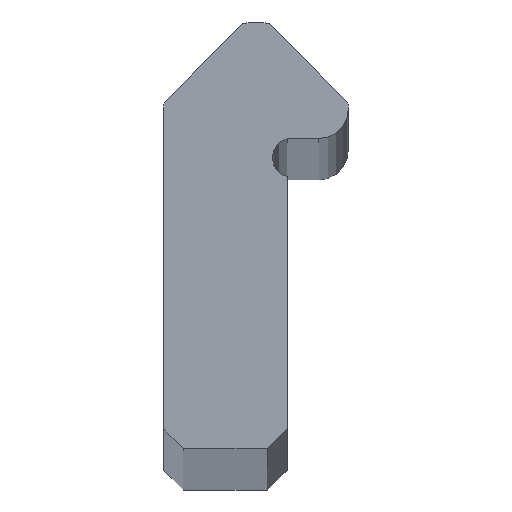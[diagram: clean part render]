
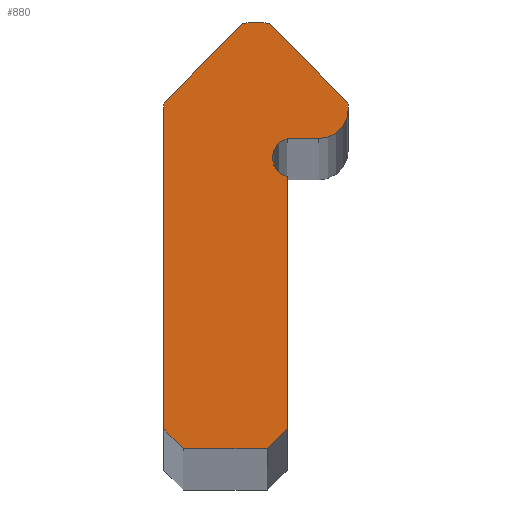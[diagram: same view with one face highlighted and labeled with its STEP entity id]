
A CAD part, top view. The second image highlights one B-rep face of the part: STEP entity #880.
In plain terms, the highlighted planar face has unit normal (0, 0, 1).
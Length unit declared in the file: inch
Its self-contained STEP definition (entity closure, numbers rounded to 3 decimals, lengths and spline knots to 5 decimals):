
#1 = CARTESIAN_POINT ( 'NONE',  ( 0., -0.05657, 0. ) ) ;
#9 = CARTESIAN_POINT ( 'NONE',  ( 0.0315, -0.16866, 0. ) ) ;
#18 = LINE ( 'NONE', #581, #561 ) ;
#39 = DIRECTION ( 'NONE',  ( -1., 0., 0. ) ) ;
#41 = VERTEX_POINT ( 'NONE', #190 ) ;
#45 = CARTESIAN_POINT ( 'NONE',  ( -0.0929, -0.0929, 0. ) ) ;
#47 = CARTESIAN_POINT ( 'NONE',  ( 0.01371, -0.01371, 0. ) ) ;
#48 = EDGE_CURVE ( 'NONE', #225, #893, #467, .T. ) ;
#50 = LINE ( 'NONE', #55, #820 ) ;
#53 = AXIS2_PLACEMENT_3D ( 'NONE', #63, #616, #195 ) ;
#55 = CARTESIAN_POINT ( 'NONE',  ( 0.0315, -0.42393, 0. ) ) ;
#59 = CARTESIAN_POINT ( 'NONE',  ( -0.0635, -0.09886, 0. ) ) ;
#60 = DIRECTION ( 'NONE',  ( 1., 0., 0. ) ) ;
#62 = DIRECTION ( 'NONE',  ( 0., 0., -1. ) ) ;
#63 = CARTESIAN_POINT ( 'NONE',  ( -0.0635, -0.09886, 0. ) ) ;
#85 = ORIENTED_EDGE ( 'NONE', *, *, #505, .T. ) ;
#86 = EDGE_CURVE ( 'NONE', #305, #413, #749, .T. ) ;
#93 = LINE ( 'NONE', #449, #549 ) ;
#101 = ORIENTED_EDGE ( 'NONE', *, *, #374, .T. ) ;
#105 = CIRCLE ( 'NONE', #430, 0.03 ) ;
#125 = CARTESIAN_POINT ( 'NONE',  ( 0.0929, -0.0929, 0. ) ) ;
#126 = DIRECTION ( 'NONE',  ( 0., -1., 0. ) ) ;
#141 = EDGE_CURVE ( 'NONE', #292, #552, #705, .T. ) ;
#144 = ORIENTED_EDGE ( 'NONE', *, *, #574, .T. ) ;
#151 = CARTESIAN_POINT ( 'NONE',  ( 0.0315, -0.42393, 0. ) ) ;
#152 = CIRCLE ( 'NONE', #685, 0.03 ) ;
#158 = ORIENTED_EDGE ( 'NONE', *, *, #286, .T. ) ;
#185 = DIRECTION ( 'NONE',  ( 1., 0., 0. ) ) ;
#187 = VECTOR ( 'NONE', #60, 39.37008 ) ;
#188 = AXIS2_PLACEMENT_3D ( 'NONE', #611, #312, #39 ) ;
#190 = CARTESIAN_POINT ( 'NONE',  ( -0.0735, -0.44393, 0. ) ) ;
#195 = DIRECTION ( 'NONE',  ( -1., 0., 0. ) ) ;
#204 = DIRECTION ( 'NONE',  ( -1., 0., 0. ) ) ;
#206 = VERTEX_POINT ( 'NONE', #45 ) ;
#225 = VERTEX_POINT ( 'NONE', #388 ) ;
#239 = EDGE_CURVE ( 'NONE', #413, #206, #93, .T. ) ;
#248 = ORIENTED_EDGE ( 'NONE', *, *, #366, .T. ) ;
#253 = LINE ( 'NONE', #530, #376 ) ;
#258 = CARTESIAN_POINT ( 'NONE',  ( 0.0315, -0.16866, 0. ) ) ;
#279 = ORIENTED_EDGE ( 'NONE', *, *, #651, .T. ) ;
#285 = VERTEX_POINT ( 'NONE', #471 ) ;
#286 = EDGE_CURVE ( 'NONE', #570, #679, #50, .T. ) ;
#288 = DIRECTION ( 'NONE',  ( 0., 0., 1. ) ) ;
#292 = VERTEX_POINT ( 'NONE', #529 ) ;
#297 = DIRECTION ( 'NONE',  ( 0.707, -0.707, 0. ) ) ;
#305 = VERTEX_POINT ( 'NONE', #47 ) ;
#309 = DIRECTION ( 'NONE',  ( -0.707, 0.707, 0. ) ) ;
#310 = ORIENTED_EDGE ( 'NONE', *, *, #239, .T. ) ;
#312 = DIRECTION ( 'NONE',  ( 0., 0., -1. ) ) ;
#338 = PLANE ( 'NONE',  #605 ) ;
#342 = CARTESIAN_POINT ( 'NONE',  ( 0.0635, -0.09993, 0. ) ) ;
#361 = VECTOR ( 'NONE', #309, 39.37008 ) ;
#364 = CARTESIAN_POINT ( 'NONE',  ( 0.0935, -0.09886, 0. ) ) ;
#366 = EDGE_CURVE ( 'NONE', #206, #285, #750, .T. ) ;
#369 = ORIENTED_EDGE ( 'NONE', *, *, #48, .T. ) ;
#374 = EDGE_CURVE ( 'NONE', #285, #796, #477, .T. ) ;
#376 = VECTOR ( 'NONE', #185, 39.37008 ) ;
#388 = CARTESIAN_POINT ( 'NONE',  ( 0.0315, -0.12993, 0. ) ) ;
#402 = DIRECTION ( 'NONE',  ( -1., 0., 0. ) ) ;
#404 = CARTESIAN_POINT ( 'NONE',  ( 0.0115, -0.44393, 0. ) ) ;
#410 = ORIENTED_EDGE ( 'NONE', *, *, #141, .T. ) ;
#413 = VERTEX_POINT ( 'NONE', #450 ) ;
#419 = ORIENTED_EDGE ( 'NONE', *, *, #851, .T. ) ;
#430 = AXIS2_PLACEMENT_3D ( 'NONE', #755, #618, #402 ) ;
#431 = VECTOR ( 'NONE', #639, 39.37008 ) ;
#449 = CARTESIAN_POINT ( 'NONE',  ( -0.0929, -0.0929, 0. ) ) ;
#450 = CARTESIAN_POINT ( 'NONE',  ( -0.01371, -0.01371, 0. ) ) ;
#453 = EDGE_LOOP ( 'NONE', ( #248, #101, #279, #853, #158, #85, #144, #369, #419, #410, #813, #715, #640, #310 ) ) ;
#467 = LINE ( 'NONE', #475, #187 ) ;
#471 = CARTESIAN_POINT ( 'NONE',  ( -0.0935, -0.09886, 0. ) ) ;
#475 = CARTESIAN_POINT ( 'NONE',  ( 0.0635, -0.12993, 0. ) ) ;
#477 = LINE ( 'NONE', #752, #737 ) ;
#505 = EDGE_CURVE ( 'NONE', #679, #629, #888, .T. ) ;
#529 = CARTESIAN_POINT ( 'NONE',  ( 0.0935, -0.09993, 0. ) ) ;
#530 = CARTESIAN_POINT ( 'NONE',  ( 0.0115, -0.44393, 0. ) ) ;
#549 = VECTOR ( 'NONE', #588, 39.37008 ) ;
#551 = DIRECTION ( 'NONE',  ( 0., 0., 1. ) ) ;
#552 = VERTEX_POINT ( 'NONE', #746 ) ;
#561 = VECTOR ( 'NONE', #297, 39.37008 ) ;
#562 = AXIS2_PLACEMENT_3D ( 'NONE', #1, #288, #714 ) ;
#570 = VERTEX_POINT ( 'NONE', #404 ) ;
#574 = EDGE_CURVE ( 'NONE', #629, #225, #739, .T. ) ;
#581 = CARTESIAN_POINT ( 'NONE',  ( -0.0735, -0.44393, 0. ) ) ;
#588 = DIRECTION ( 'NONE',  ( -0.707, -0.707, 0. ) ) ;
#605 = AXIS2_PLACEMENT_3D ( 'NONE', #59, #62, #681 ) ;
#610 = CARTESIAN_POINT ( 'NONE',  ( -0.0935, -0.42393, 0. ) ) ;
#611 = CARTESIAN_POINT ( 'NONE',  ( 0.0365, -0.14929, 0. ) ) ;
#616 = DIRECTION ( 'NONE',  ( 0., 0., 1. ) ) ;
#618 = DIRECTION ( 'NONE',  ( 0., 0., 1. ) ) ;
#629 = VERTEX_POINT ( 'NONE', #9 ) ;
#639 = DIRECTION ( 'NONE',  ( 0., 1., 0. ) ) ;
#640 = ORIENTED_EDGE ( 'NONE', *, *, #86, .T. ) ;
#651 = EDGE_CURVE ( 'NONE', #796, #41, #18, .T. ) ;
#654 = CARTESIAN_POINT ( 'NONE',  ( 0.01371, -0.01371, 0. ) ) ;
#672 = FACE_OUTER_BOUND ( 'NONE', #453, .T. ) ;
#678 = DIRECTION ( 'NONE',  ( 0., 1., 0. ) ) ;
#679 = VERTEX_POINT ( 'NONE', #151 ) ;
#681 = DIRECTION ( 'NONE',  ( -1., 0., 0. ) ) ;
#685 = AXIS2_PLACEMENT_3D ( 'NONE', #342, #551, #204 ) ;
#698 = CARTESIAN_POINT ( 'NONE',  ( 0.0635, -0.12993, 0. ) ) ;
#705 = LINE ( 'NONE', #364, #431 ) ;
#714 = DIRECTION ( 'NONE',  ( -1., 0., 0. ) ) ;
#715 = ORIENTED_EDGE ( 'NONE', *, *, #722, .T. ) ;
#722 = EDGE_CURVE ( 'NONE', #841, #305, #728, .T. ) ;
#728 = LINE ( 'NONE', #654, #361 ) ;
#737 = VECTOR ( 'NONE', #126, 39.37008 ) ;
#739 = CIRCLE ( 'NONE', #188, 0.02 ) ;
#746 = CARTESIAN_POINT ( 'NONE',  ( 0.0935, -0.09886, 0. ) ) ;
#749 = CIRCLE ( 'NONE', #562, 0.045 ) ;
#750 = CIRCLE ( 'NONE', #53, 0.03 ) ;
#752 = CARTESIAN_POINT ( 'NONE',  ( -0.0935, -0.42393, 0. ) ) ;
#755 = CARTESIAN_POINT ( 'NONE',  ( 0.0635, -0.09886, 0. ) ) ;
#766 = EDGE_CURVE ( 'NONE', #41, #570, #253, .T. ) ;
#796 = VERTEX_POINT ( 'NONE', #610 ) ;
#812 = EDGE_CURVE ( 'NONE', #552, #841, #105, .T. ) ;
#813 = ORIENTED_EDGE ( 'NONE', *, *, #812, .T. ) ;
#816 = DIRECTION ( 'NONE',  ( 0.707, 0.707, 0. ) ) ;
#820 = VECTOR ( 'NONE', #816, 39.37008 ) ;
#841 = VERTEX_POINT ( 'NONE', #125 ) ;
#850 = VECTOR ( 'NONE', #678, 39.37008 ) ;
#851 = EDGE_CURVE ( 'NONE', #893, #292, #152, .T. ) ;
#853 = ORIENTED_EDGE ( 'NONE', *, *, #766, .T. ) ;
#880 = ADVANCED_FACE ( 'NONE', ( #672 ), #338, .F. ) ;
#888 = LINE ( 'NONE', #258, #850 ) ;
#893 = VERTEX_POINT ( 'NONE', #698 ) ;
